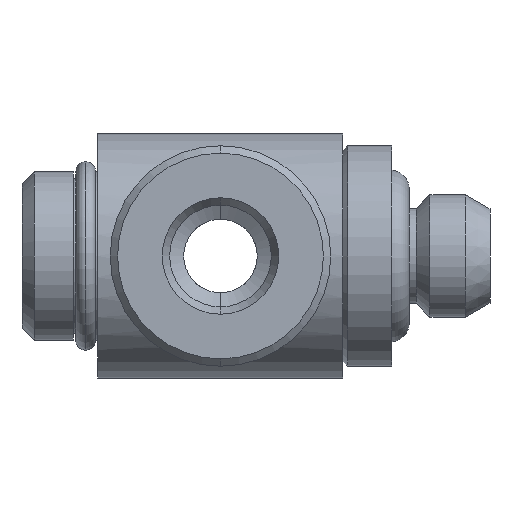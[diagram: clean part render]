
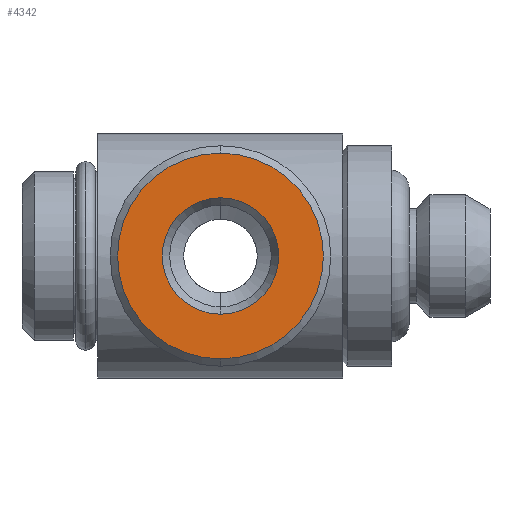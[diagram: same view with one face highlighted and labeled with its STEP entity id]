
A CAD part, left-side view. The second image highlights one B-rep face of the part: STEP entity #4342.
In plain terms, the highlighted planar face has unit normal (-1, 0, 0).
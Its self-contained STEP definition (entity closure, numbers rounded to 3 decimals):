
#2787 = CARTESIAN_POINT ( 'NONE',  ( -19.1, 11., 0. ) ) ;
#2818 = FACE_OUTER_BOUND ( 'NONE', #4338, .T. ) ;
#2819 = FACE_BOUND ( 'NONE', #4359, .T. ) ;
#2828 = DIRECTION ( 'NONE',  ( 0., 0., 1. ) ) ;
#2829 = DIRECTION ( 'NONE',  ( 1., 0., 0. ) ) ;
#2830 = AXIS2_PLACEMENT_3D ( 'NONE', #2787, #2829, #2828 ) ;
#2831 = CIRCLE ( 'NONE', #2830, 4.2 ) ;
#2843 = DIRECTION ( 'NONE',  ( 0., 0., -1. ) ) ;
#2844 = AXIS2_PLACEMENT_3D ( 'NONE', #2858, #2848, #2843 ) ;
#2845 = CARTESIAN_POINT ( 'NONE',  ( -19.1, 11., -2.375 ) ) ;
#2848 = DIRECTION ( 'NONE',  ( -1., 0., 0. ) ) ;
#2849 = PLANE ( 'NONE',  #2844 ) ;
#2858 = CARTESIAN_POINT ( 'NONE',  ( -19.1, 6.8, 0. ) ) ;
#2862 = CARTESIAN_POINT ( 'NONE',  ( -19.1, 11., 2.375 ) ) ;
#2863 = CARTESIAN_POINT ( 'NONE',  ( -19.1, 11., -4.2 ) ) ;
#2876 = DIRECTION ( 'NONE',  ( 0., 0., 1. ) ) ;
#2882 = CARTESIAN_POINT ( 'NONE',  ( -19.1, 11., 0. ) ) ;
#2885 = CIRCLE ( 'NONE', #2892, 2.375 ) ;
#2892 = AXIS2_PLACEMENT_3D ( 'NONE', #2882, #2900, #2876 ) ;
#2900 = DIRECTION ( 'NONE',  ( 1., 0., 0. ) ) ;
#2906 = CARTESIAN_POINT ( 'NONE',  ( -19.1, 11., 0. ) ) ;
#2907 = CIRCLE ( 'NONE', #2928, 2.375 ) ;
#2909 = DIRECTION ( 'NONE',  ( 0., 0., 1. ) ) ;
#2910 = DIRECTION ( 'NONE',  ( 1., 0., 0. ) ) ;
#2911 = CARTESIAN_POINT ( 'NONE',  ( -19.1, 11., 0. ) ) ;
#2912 = AXIS2_PLACEMENT_3D ( 'NONE', #2911, #2910, #2909 ) ;
#2924 = DIRECTION ( 'NONE',  ( 0., 0., 1. ) ) ;
#2928 = AXIS2_PLACEMENT_3D ( 'NONE', #2906, #2930, #2924 ) ;
#2930 = DIRECTION ( 'NONE',  ( 1., 0., 0. ) ) ;
#2931 = CIRCLE ( 'NONE', #2912, 4.2 ) ;
#2979 = CARTESIAN_POINT ( 'NONE',  ( -19.1, 11., 4.2 ) ) ;
#4337 = ORIENTED_EDGE ( 'NONE', *, *, #4350, .T. ) ;
#4338 = EDGE_LOOP ( 'NONE', ( #4366, #4367 ) ) ;
#4339 = EDGE_CURVE ( 'NONE', #4344, #4396, #2831, .T. ) ;
#4342 = ADVANCED_FACE ( 'NONE', ( #2819, #2818 ), #2849, .T. ) ;
#4343 = VERTEX_POINT ( 'NONE', #2845 ) ;
#4344 = VERTEX_POINT ( 'NONE', #2863 ) ;
#4346 = VERTEX_POINT ( 'NONE', #2862 ) ;
#4350 = EDGE_CURVE ( 'NONE', #4346, #4343, #2885, .T. ) ;
#4352 = ORIENTED_EDGE ( 'NONE', *, *, #4365, .T. ) ;
#4359 = EDGE_LOOP ( 'NONE', ( #4352, #4337 ) ) ;
#4365 = EDGE_CURVE ( 'NONE', #4343, #4346, #2907, .T. ) ;
#4366 = ORIENTED_EDGE ( 'NONE', *, *, #4374, .F. ) ;
#4367 = ORIENTED_EDGE ( 'NONE', *, *, #4339, .F. ) ;
#4374 = EDGE_CURVE ( 'NONE', #4396, #4344, #2931, .T. ) ;
#4396 = VERTEX_POINT ( 'NONE', #2979 ) ;
